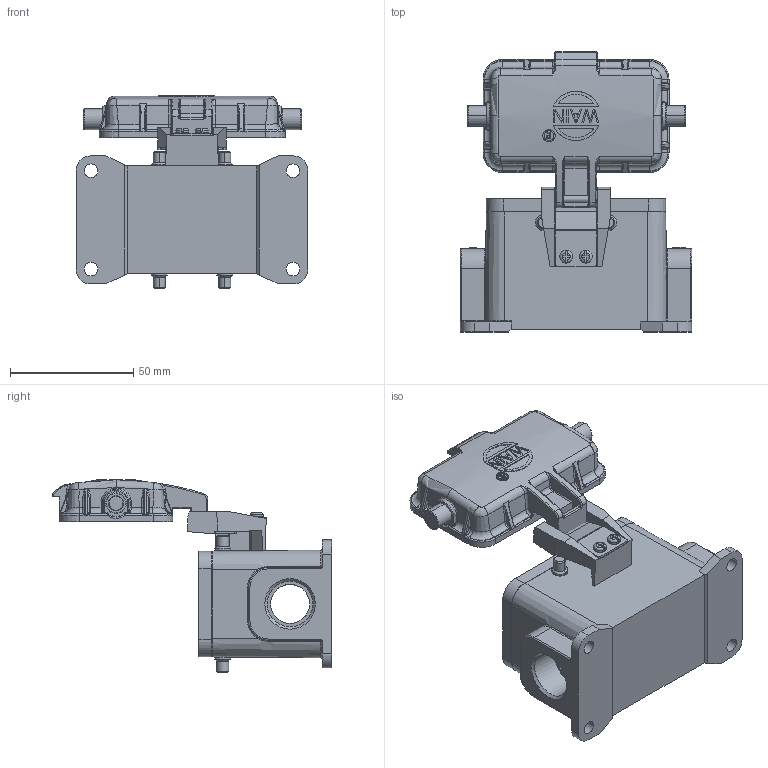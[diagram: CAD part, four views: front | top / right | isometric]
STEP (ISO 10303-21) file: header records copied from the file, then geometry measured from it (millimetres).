
FILE_DESCRIPTION(/* description */ (''),/* implementation_level */ '2;1');
FILE_NAME(/* name */ '3D_1240102701122_HV10B-SF-4B-MCV-2M20_V1.1.STP',/* time_stamp */ '2023-12-20T16:07:52+08:00',/* author */ (''),/* organization */ (''),/* preprocessor_version */ 'ST-DEVELOPER v18.1',/* originating_system */ 'SIEMENS PLM Software NX 1980',/* authorisation */ '');
FILE_SCHEMA (('AUTOMOTIVE_DESIGN { 1 0 10303 214 3 1 1 1 }'));
Products named in the file (1): 14593A38CB82xzmt
Bounding box: 94 x 113.67 x 78.55 mm (x, y, z)
Volume: 100135.2 mm3; surface area: 57358.9 mm2
Topology: 17 solids, 17 shells, 1547 faces, 3956 edges, 2453 vertices
Faces by surface type: cylinder 650, plane 492, torus 204, bspline 93, cone 88, sphere 17, extrusion 3
Full cylindrical faces by diameter (mm): 2.65 x3, 3 x4, 4 x2, 15.9 x2, 18.5 x2
Entity records: 58803 total; most frequent: CARTESIAN_POINT 23995, ORIENTED_EDGE 7778, DIRECTION 6396, EDGE_CURVE 3889, VERTEX_POINT 2442, AXIS2_PLACEMENT_3D 2388, EDGE_LOOP 1659, VECTOR 1620
